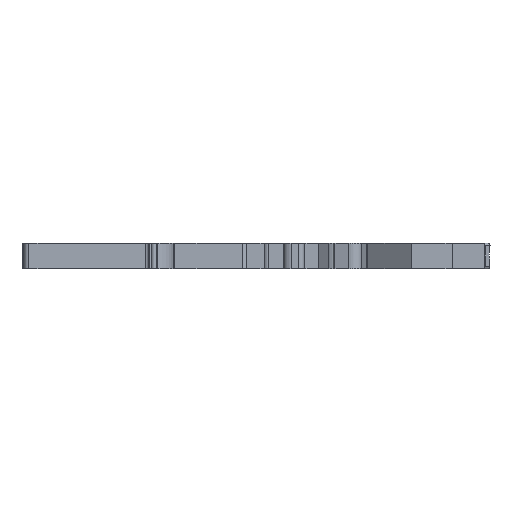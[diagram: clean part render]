
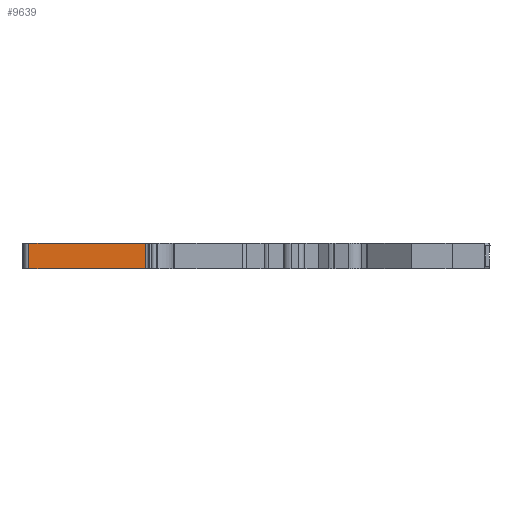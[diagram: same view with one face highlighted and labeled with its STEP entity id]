
A CAD part, front view. The second image highlights one B-rep face of the part: STEP entity #9639.
In plain terms, the highlighted planar face has unit normal (0, -1, 0).
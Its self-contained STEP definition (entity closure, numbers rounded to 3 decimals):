
#3390=DIRECTION('',(0.,0.,1.));
#3391=VECTOR('',#3390,5.);
#3392=CARTESIAN_POINT('',(-21.25,-34.,-2.5));
#3393=LINE('',#3392,#3391);
#3394=DIRECTION('',(-1.,0.,0.));
#3395=VECTOR('',#3394,22.8);
#3396=CARTESIAN_POINT('',(-21.25,-34.,-2.5));
#3397=LINE('',#3396,#3395);
#3398=DIRECTION('',(0.,0.,1.));
#3399=VECTOR('',#3398,5.);
#3400=CARTESIAN_POINT('',(-44.05,-34.,-2.5));
#3401=LINE('',#3400,#3399);
#3402=DIRECTION('',(1.,0.,0.));
#3403=VECTOR('',#3402,22.8);
#3404=CARTESIAN_POINT('',(-44.05,-34.,2.5));
#3405=LINE('',#3404,#3403);
#3615=CARTESIAN_POINT('',(-44.05,-34.,-2.5));
#3616=VERTEX_POINT('',#3615);
#3617=CARTESIAN_POINT('',(-21.25,-34.,-2.5));
#3618=VERTEX_POINT('',#3617);
#4173=CARTESIAN_POINT('',(-21.25,-34.,2.5));
#4174=VERTEX_POINT('',#4173);
#4175=CARTESIAN_POINT('',(-44.05,-34.,2.5));
#4176=VERTEX_POINT('',#4175);
#9627=CARTESIAN_POINT('',(-32.65,-34.,0.));
#9628=DIRECTION('',(0.,1.,0.));
#9629=DIRECTION('',(1.,0.,0.));
#9630=AXIS2_PLACEMENT_3D('',#9627,#9628,#9629);
#9631=PLANE('',#9630);
#9632=ORIENTED_EDGE('',*,*,#4664,.T.);
#9634=ORIENTED_EDGE('',*,*,#9633,.T.);
#9635=ORIENTED_EDGE('',*,*,#5791,.T.);
#9636=ORIENTED_EDGE('',*,*,#9620,.F.);
#9637=EDGE_LOOP('',(#9632,#9634,#9635,#9636));
#9638=FACE_OUTER_BOUND('',#9637,.F.);
#4664=EDGE_CURVE('',#3618,#3616,#3397,.T.);
#5791=EDGE_CURVE('',#4176,#4174,#3405,.T.);
#9620=EDGE_CURVE('',#3618,#4174,#3393,.T.);
#9633=EDGE_CURVE('',#3616,#4176,#3401,.T.);
#9639=ADVANCED_FACE('',(#9638),#9631,.F.);
